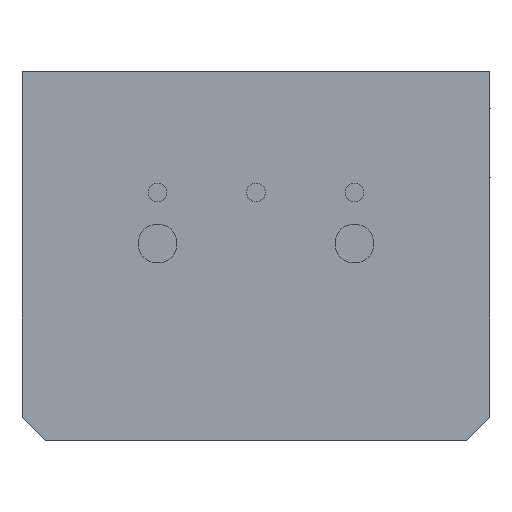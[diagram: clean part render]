
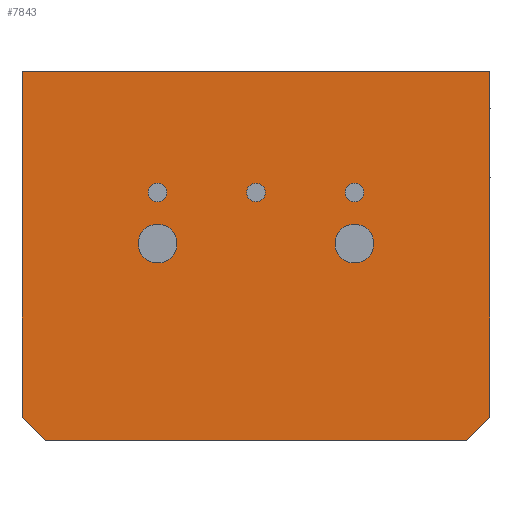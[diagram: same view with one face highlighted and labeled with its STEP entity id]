
A CAD part, front view. The second image highlights one B-rep face of the part: STEP entity #7843.
In plain terms, the highlighted planar face has unit normal (0, -1, 0).
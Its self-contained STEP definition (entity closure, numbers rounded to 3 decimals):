
#661 = CARTESIAN_POINT ( 'NONE',  ( 17.5, 0., -14.4 ) ) ;
#894 = DIRECTION ( 'NONE',  ( 0., 1., 0. ) ) ;
#1499 = EDGE_LOOP ( 'NONE', ( #16966, #35997, #5873, #3040, #3337, #13026 ) ) ;
#1563 = DIRECTION ( 'NONE',  ( 0., 0., -1. ) ) ;
#1622 = VECTOR ( 'NONE', #4260, 1000. ) ;
#2033 = AXIS2_PLACEMENT_3D ( 'NONE', #40387, #21001, #1563 ) ;
#2150 = VECTOR ( 'NONE', #3194, 1000. ) ;
#2198 = VECTOR ( 'NONE', #12852, 1000. ) ;
#2489 = CIRCLE ( 'NONE', #35560, 2.5 ) ;
#2638 = CARTESIAN_POINT ( 'NONE',  ( 42.9, 0., -19.7 ) ) ;
#2764 = CARTESIAN_POINT ( 'NONE',  ( 30.2, 0., -15.6 ) ) ;
#2923 = CARTESIAN_POINT ( 'NONE',  ( 60.4, 0., -44.6 ) ) ;
#3040 = ORIENTED_EDGE ( 'NONE', *, *, #20818, .F. ) ;
#3087 = AXIS2_PLACEMENT_3D ( 'NONE', #15880, #38486, #19132 ) ;
#3117 = DIRECTION ( 'NONE',  ( 0., 1., 0. ) ) ;
#3176 = EDGE_CURVE ( 'NONE', #23120, #34742, #37536, .T. ) ;
#3194 = DIRECTION ( 'NONE',  ( 1., 0., 0. ) ) ;
#3337 = ORIENTED_EDGE ( 'NONE', *, *, #38282, .F. ) ;
#3736 = EDGE_CURVE ( 'NONE', #7839, #15011, #24362, .T. ) ;
#3944 = PLANE ( 'NONE',  #29763 ) ;
#4109 = CARTESIAN_POINT ( 'NONE',  ( 42.9, 0., -16.8 ) ) ;
#4242 = VERTEX_POINT ( 'NONE', #2923 ) ;
#4260 = DIRECTION ( 'NONE',  ( 0.707, 0., 0.707 ) ) ;
#4372 = ORIENTED_EDGE ( 'NONE', *, *, #12019, .T. ) ;
#4958 = ORIENTED_EDGE ( 'NONE', *, *, #40162, .T. ) ;
#5136 = CARTESIAN_POINT ( 'NONE',  ( 57.4, 0., -47.6 ) ) ;
#5356 = CARTESIAN_POINT ( 'NONE',  ( 17.5, 0., -22.2 ) ) ;
#5625 = AXIS2_PLACEMENT_3D ( 'NONE', #2764, #25456, #6039 ) ;
#5873 = ORIENTED_EDGE ( 'NONE', *, *, #40245, .T. ) ;
#6039 = DIRECTION ( 'NONE',  ( 0., 0., -1. ) ) ;
#6615 = CARTESIAN_POINT ( 'NONE',  ( 42.9, 0., -24.7 ) ) ;
#6822 = FACE_OUTER_BOUND ( 'NONE', #1499, .T. ) ;
#6965 = EDGE_CURVE ( 'NONE', #34742, #23120, #22588, .T. ) ;
#7224 = DIRECTION ( 'NONE',  ( 0., 0., -1. ) ) ;
#7839 = VERTEX_POINT ( 'NONE', #661 ) ;
#7843 = ADVANCED_FACE ( 'NONE', ( #24073, #32637, #25082, #6822, #7864, #40275 ), #3944, .T. ) ;
#7864 = FACE_BOUND ( 'NONE', #9445, .T. ) ;
#7990 = ORIENTED_EDGE ( 'NONE', *, *, #33836, .F. ) ;
#8075 = ORIENTED_EDGE ( 'NONE', *, *, #3736, .T. ) ;
#8509 = CARTESIAN_POINT ( 'NONE',  ( 60.4, 0., 0. ) ) ;
#8606 = DIRECTION ( 'NONE',  ( 0., 0., -1. ) ) ;
#9445 = EDGE_LOOP ( 'NONE', ( #8075, #16936 ) ) ;
#9558 = CARTESIAN_POINT ( 'NONE',  ( 60.4, 0., -47.6 ) ) ;
#10450 = AXIS2_PLACEMENT_3D ( 'NONE', #38249, #18898, #41527 ) ;
#10585 = EDGE_CURVE ( 'NONE', #15011, #7839, #16799, .T. ) ;
#11281 = LINE ( 'NONE', #39784, #1622 ) ;
#11910 = CIRCLE ( 'NONE', #2033, 2.5 ) ;
#12019 = EDGE_CURVE ( 'NONE', #18019, #12380, #38440, .T. ) ;
#12380 = VERTEX_POINT ( 'NONE', #41932 ) ;
#12634 = ORIENTED_EDGE ( 'NONE', *, *, #3176, .F. ) ;
#12846 = DIRECTION ( 'NONE',  ( 0., 1., 0. ) ) ;
#12852 = DIRECTION ( 'NONE',  ( 0., 0., 1. ) ) ;
#12867 = CARTESIAN_POINT ( 'NONE',  ( 0., 0., -47.6 ) ) ;
#13026 = ORIENTED_EDGE ( 'NONE', *, *, #32645, .T. ) ;
#13574 = DIRECTION ( 'NONE',  ( 0., 0., 1. ) ) ;
#14323 = AXIS2_PLACEMENT_3D ( 'NONE', #15014, #37632, #18277 ) ;
#14385 = VERTEX_POINT ( 'NONE', #14420 ) ;
#14420 = CARTESIAN_POINT ( 'NONE',  ( 0., 0., 0. ) ) ;
#15011 = VERTEX_POINT ( 'NONE', #32237 ) ;
#15014 = CARTESIAN_POINT ( 'NONE',  ( 42.9, 0., -15.6 ) ) ;
#15880 = CARTESIAN_POINT ( 'NONE',  ( 42.9, 0., -15.6 ) ) ;
#16799 = CIRCLE ( 'NONE', #40163, 1.2 ) ;
#16936 = ORIENTED_EDGE ( 'NONE', *, *, #10585, .T. ) ;
#16966 = ORIENTED_EDGE ( 'NONE', *, *, #24975, .T. ) ;
#17430 = AXIS2_PLACEMENT_3D ( 'NONE', #20328, #894, #23591 ) ;
#17834 = CARTESIAN_POINT ( 'NONE',  ( 17.5, 0., -24.7 ) ) ;
#17857 = LINE ( 'NONE', #32906, #41598 ) ;
#18019 = VERTEX_POINT ( 'NONE', #19601 ) ;
#18277 = DIRECTION ( 'NONE',  ( 0., 0., -1. ) ) ;
#18422 = LINE ( 'NONE', #12867, #2150 ) ;
#18427 = AXIS2_PLACEMENT_3D ( 'NONE', #38642, #19281, #41904 ) ;
#18898 = DIRECTION ( 'NONE',  ( 0., -1., 0. ) ) ;
#19132 = DIRECTION ( 'NONE',  ( 0., 0., -1. ) ) ;
#19281 = DIRECTION ( 'NONE',  ( 0., -1., 0. ) ) ;
#19560 = LINE ( 'NONE', #39443, #26137 ) ;
#19601 = CARTESIAN_POINT ( 'NONE',  ( 30.2, 0., -16.8 ) ) ;
#20328 = CARTESIAN_POINT ( 'NONE',  ( 30.2, 0., -15.6 ) ) ;
#20818 = EDGE_CURVE ( 'NONE', #14385, #34648, #23117, .T. ) ;
#20905 = ORIENTED_EDGE ( 'NONE', *, *, #39587, .F. ) ;
#21001 = DIRECTION ( 'NONE',  ( 0., -1., 0. ) ) ;
#21272 = CARTESIAN_POINT ( 'NONE',  ( 3., 0., -47.6 ) ) ;
#21866 = DIRECTION ( 'NONE',  ( 1., 0., 0. ) ) ;
#22547 = CARTESIAN_POINT ( 'NONE',  ( 17.5, 0., -15.6 ) ) ;
#22588 = CIRCLE ( 'NONE', #18427, 2.5 ) ;
#23117 = LINE ( 'NONE', #31606, #39311 ) ;
#23120 = VERTEX_POINT ( 'NONE', #6615 ) ;
#23591 = DIRECTION ( 'NONE',  ( 0., 0., -1. ) ) ;
#24073 = FACE_BOUND ( 'NONE', #35389, .T. ) ;
#24182 = CIRCLE ( 'NONE', #3087, 1.2 ) ;
#24309 = EDGE_CURVE ( 'NONE', #39672, #4242, #11281, .T. ) ;
#24362 = CIRCLE ( 'NONE', #29150, 1.2 ) ;
#24827 = CIRCLE ( 'NONE', #5625, 1.2 ) ;
#24975 = EDGE_CURVE ( 'NONE', #35450, #39672, #18422, .T. ) ;
#25082 = FACE_BOUND ( 'NONE', #37614, .T. ) ;
#25456 = DIRECTION ( 'NONE',  ( 0., 1., 0. ) ) ;
#25790 = DIRECTION ( 'NONE',  ( 0., 0., -1. ) ) ;
#26137 = VECTOR ( 'NONE', #13574, 1000. ) ;
#26593 = DIRECTION ( 'NONE',  ( 0., -1., 0. ) ) ;
#26754 = VERTEX_POINT ( 'NONE', #17834 ) ;
#27450 = VERTEX_POINT ( 'NONE', #42052 ) ;
#27770 = EDGE_CURVE ( 'NONE', #12380, #18019, #24827, .T. ) ;
#27996 = DIRECTION ( 'NONE',  ( 0., -1., 0. ) ) ;
#28068 = LINE ( 'NONE', #9558, #2198 ) ;
#29150 = AXIS2_PLACEMENT_3D ( 'NONE', #22547, #3117, #25790 ) ;
#29763 = AXIS2_PLACEMENT_3D ( 'NONE', #39470, #26593, #7224 ) ;
#30722 = CARTESIAN_POINT ( 'NONE',  ( 42.9, 0., -14.4 ) ) ;
#31247 = ORIENTED_EDGE ( 'NONE', *, *, #6965, .F. ) ;
#31451 = VERTEX_POINT ( 'NONE', #36292 ) ;
#31533 = ORIENTED_EDGE ( 'NONE', *, *, #27770, .T. ) ;
#31606 = CARTESIAN_POINT ( 'NONE',  ( 0., 0., 0. ) ) ;
#32179 = CARTESIAN_POINT ( 'NONE',  ( 17.5, 0., -15.6 ) ) ;
#32237 = CARTESIAN_POINT ( 'NONE',  ( 17.5, 0., -16.8 ) ) ;
#32637 = FACE_BOUND ( 'NONE', #37150, .T. ) ;
#32645 = EDGE_CURVE ( 'NONE', #27450, #35450, #17857, .T. ) ;
#32906 = CARTESIAN_POINT ( 'NONE',  ( 1.5, 0., -46.1 ) ) ;
#33230 = VERTEX_POINT ( 'NONE', #30722 ) ;
#33836 = EDGE_CURVE ( 'NONE', #31451, #26754, #2489, .T. ) ;
#34648 = VERTEX_POINT ( 'NONE', #8509 ) ;
#34742 = VERTEX_POINT ( 'NONE', #2638 ) ;
#35215 = ORIENTED_EDGE ( 'NONE', *, *, #37736, .T. ) ;
#35389 = EDGE_LOOP ( 'NONE', ( #12634, #31247 ) ) ;
#35446 = DIRECTION ( 'NONE',  ( 0., 0., -1. ) ) ;
#35450 = VERTEX_POINT ( 'NONE', #21272 ) ;
#35560 = AXIS2_PLACEMENT_3D ( 'NONE', #5356, #27996, #8606 ) ;
#35778 = EDGE_LOOP ( 'NONE', ( #4958, #35215 ) ) ;
#35997 = ORIENTED_EDGE ( 'NONE', *, *, #24309, .T. ) ;
#36163 = DIRECTION ( 'NONE',  ( 0.707, 0., -0.707 ) ) ;
#36292 = CARTESIAN_POINT ( 'NONE',  ( 17.5, 0., -19.7 ) ) ;
#37150 = EDGE_LOOP ( 'NONE', ( #20905, #7990 ) ) ;
#37536 = CIRCLE ( 'NONE', #10450, 2.5 ) ;
#37614 = EDGE_LOOP ( 'NONE', ( #31533, #4372 ) ) ;
#37632 = DIRECTION ( 'NONE',  ( 0., 1., 0. ) ) ;
#37736 = EDGE_CURVE ( 'NONE', #41887, #33230, #24182, .T. ) ;
#38249 = CARTESIAN_POINT ( 'NONE',  ( 42.9, 0., -22.2 ) ) ;
#38282 = EDGE_CURVE ( 'NONE', #27450, #14385, #19560, .T. ) ;
#38440 = CIRCLE ( 'NONE', #17430, 1.2 ) ;
#38486 = DIRECTION ( 'NONE',  ( 0., 1., 0. ) ) ;
#38642 = CARTESIAN_POINT ( 'NONE',  ( 42.9, 0., -22.2 ) ) ;
#38677 = CIRCLE ( 'NONE', #14323, 1.2 ) ;
#39311 = VECTOR ( 'NONE', #21866, 1000. ) ;
#39443 = CARTESIAN_POINT ( 'NONE',  ( 0., 0., -47.6 ) ) ;
#39470 = CARTESIAN_POINT ( 'NONE',  ( 0., 0., -47.6 ) ) ;
#39587 = EDGE_CURVE ( 'NONE', #26754, #31451, #11910, .T. ) ;
#39672 = VERTEX_POINT ( 'NONE', #5136 ) ;
#39784 = CARTESIAN_POINT ( 'NONE',  ( 28.7, 0., -76.3 ) ) ;
#40162 = EDGE_CURVE ( 'NONE', #33230, #41887, #38677, .T. ) ;
#40163 = AXIS2_PLACEMENT_3D ( 'NONE', #32179, #12846, #35446 ) ;
#40245 = EDGE_CURVE ( 'NONE', #4242, #34648, #28068, .T. ) ;
#40275 = FACE_BOUND ( 'NONE', #35778, .T. ) ;
#40387 = CARTESIAN_POINT ( 'NONE',  ( 17.5, 0., -22.2 ) ) ;
#41527 = DIRECTION ( 'NONE',  ( 0., 0., -1. ) ) ;
#41598 = VECTOR ( 'NONE', #36163, 1000. ) ;
#41887 = VERTEX_POINT ( 'NONE', #4109 ) ;
#41904 = DIRECTION ( 'NONE',  ( 0., 0., -1. ) ) ;
#41932 = CARTESIAN_POINT ( 'NONE',  ( 30.2, 0., -14.4 ) ) ;
#42052 = CARTESIAN_POINT ( 'NONE',  ( 0., 0., -44.6 ) ) ;
